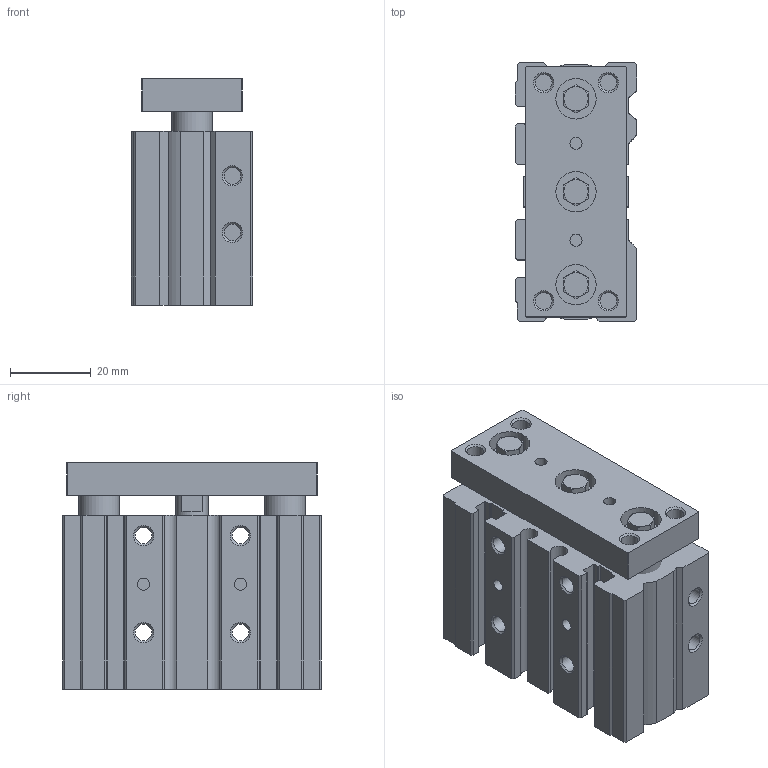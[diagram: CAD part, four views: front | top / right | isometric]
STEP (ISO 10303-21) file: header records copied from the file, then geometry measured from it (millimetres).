
FILE_DESCRIPTION( ( 'STEP AP203' ), '1' );
FILE_NAME( 'SGM16x10-S()(0-0).stp', '2021-10-12T02:29:07', ( 'License CC BY-ND 4.0' ), ( 'CADENAS' ), ' ', 'PARTsolutions', ' ' );
FILE_SCHEMA( ( 'CONFIG_CONTROL_DESIGN' ) );
Length unit declared in the file: millimetre
Products named in the file (4): SGM16x10-S()(0-0); _SGM16x10-M(dummy-0) 0; _SGM16x10-M(-0body); _SGM16x10-M(-0)_ROD
Assembly tree (3 placements, depth 2):
  SGM16x10-S()(0-0)
    _SGM16x10-M(dummy-0) 0
    _SGM16x10-M(-0body)
    _SGM16x10-M(-0)_ROD
Bounding box: 30 x 64 x 56 mm (x, y, z)
Volume: 81868.5 mm3; surface area: 31218.2 mm2
Topology: 2 solids, 2 shells, 303 faces, 736 edges, 471 vertices
Faces by surface type: plane 149, cylinder 96, cone 58
Full cylindrical faces by diameter (mm): 3 x6, 4.134 x16, 4.2 x4, 6.667 x2, 8 x6, 10 x5, 13 x2, 16 x2, 18 x1
Entity records: 8757 total; most frequent: CARTESIAN_POINT 1730, DIRECTION 1444, ORIENTED_EDGE 1326, EDGE_CURVE 663, AXIS2_PLACEMENT_3D 562, VERTEX_POINT 463, EDGE_LOOP 422, FACE_OUTER_BOUND 347
